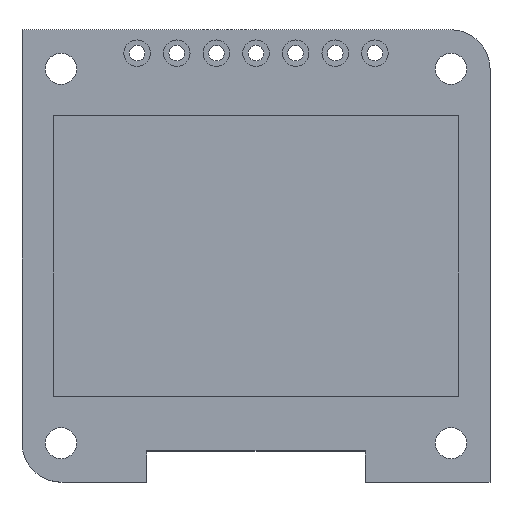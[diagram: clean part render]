
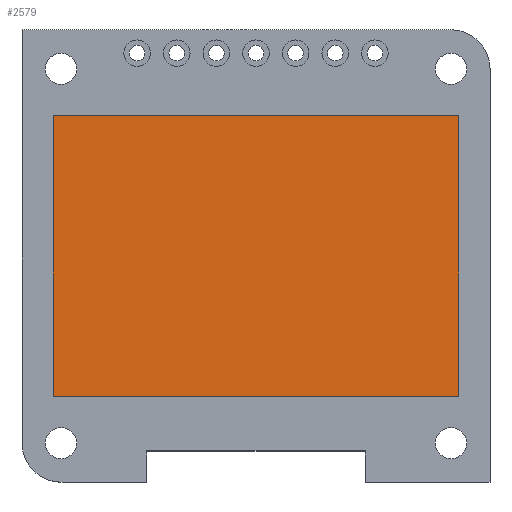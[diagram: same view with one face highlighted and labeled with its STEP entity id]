
A CAD part, top view. The second image highlights one B-rep face of the part: STEP entity #2579.
In plain terms, the highlighted planar face has unit normal (0, 0, 1).
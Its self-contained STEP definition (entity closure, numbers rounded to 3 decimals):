
#2499 = VERTEX_POINT('',#2500);
#2500 = CARTESIAN_POINT('',(-13.,9.,2.5));
#2506 = EDGE_CURVE('',#2499,#2507,#2509,.T.);
#2507 = VERTEX_POINT('',#2508);
#2508 = CARTESIAN_POINT('',(13.,9.,2.5));
#2509 = LINE('',#2510,#2511);
#2510 = CARTESIAN_POINT('',(-13.,9.,2.5));
#2511 = VECTOR('',#2512,1.);
#2512 = DIRECTION('',(1.,0.,0.));
#2561 = EDGE_CURVE('',#2507,#2562,#2564,.T.);
#2562 = VERTEX_POINT('',#2563);
#2563 = CARTESIAN_POINT('',(13.,-9.,2.5));
#2564 = LINE('',#2565,#2566);
#2565 = CARTESIAN_POINT('',(13.,9.,2.5));
#2566 = VECTOR('',#2567,1.);
#2567 = DIRECTION('',(0.,-1.,0.));
#2579 = ADVANCED_FACE('',(#2580),#2598,.F.);
#2580 = FACE_BOUND('',#2581,.F.);
#2581 = EDGE_LOOP('',(#2582,#2583,#2584,#2592));
#2582 = ORIENTED_EDGE('',*,*,#2506,.T.);
#2583 = ORIENTED_EDGE('',*,*,#2561,.T.);
#2584 = ORIENTED_EDGE('',*,*,#2585,.T.);
#2585 = EDGE_CURVE('',#2562,#2586,#2588,.T.);
#2586 = VERTEX_POINT('',#2587);
#2587 = CARTESIAN_POINT('',(-13.,-9.,2.5));
#2588 = LINE('',#2589,#2590);
#2589 = CARTESIAN_POINT('',(13.,-9.,2.5));
#2590 = VECTOR('',#2591,1.);
#2591 = DIRECTION('',(-1.,0.,0.));
#2592 = ORIENTED_EDGE('',*,*,#2593,.T.);
#2593 = EDGE_CURVE('',#2586,#2499,#2594,.T.);
#2594 = LINE('',#2595,#2596);
#2595 = CARTESIAN_POINT('',(-13.,-9.,2.5));
#2596 = VECTOR('',#2597,1.);
#2597 = DIRECTION('',(0.,1.,0.));
#2598 = PLANE('',#2599);
#2599 = AXIS2_PLACEMENT_3D('',#2600,#2601,#2602);
#2600 = CARTESIAN_POINT('',(0.,0.,2.5));
#2601 = DIRECTION('',(0.,0.,-1.));
#2602 = DIRECTION('',(-1.,0.,0.));
